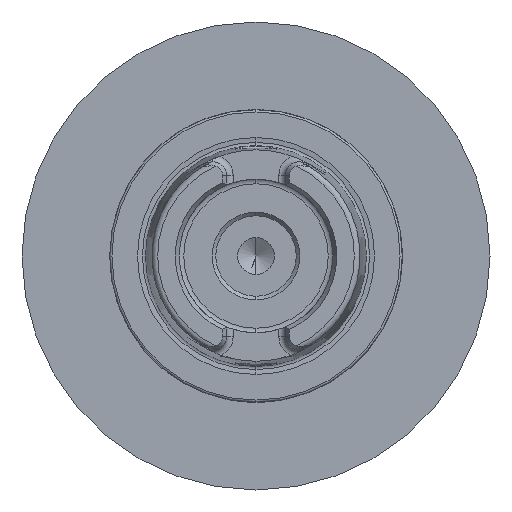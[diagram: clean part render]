
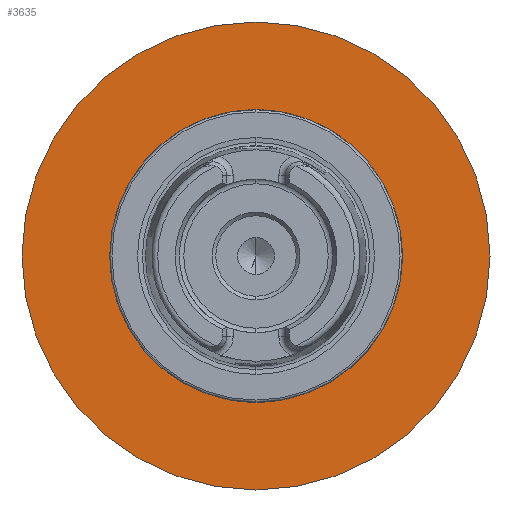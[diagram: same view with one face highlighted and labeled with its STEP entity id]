
A CAD part, left-side view. The second image highlights one B-rep face of the part: STEP entity #3635.
In plain terms, the highlighted planar face has unit normal (-1, 0, 0).
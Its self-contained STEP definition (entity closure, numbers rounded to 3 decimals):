
#106 = ORIENTED_EDGE ( 'NONE', *, *, #499, .F. ) ;
#262 = CARTESIAN_POINT ( 'NONE',  ( 35., 0., 0. ) ) ;
#301 = DIRECTION ( 'NONE',  ( 0., 0., 1. ) ) ;
#321 = VERTEX_POINT ( 'NONE', #3872 ) ;
#499 = EDGE_CURVE ( 'NONE', #3035, #1452, #1092, .T. ) ;
#581 = DIRECTION ( 'NONE',  ( 1., 0., 0. ) ) ;
#745 = EDGE_CURVE ( 'NONE', #1452, #3035, #5107, .T. ) ;
#981 = AXIS2_PLACEMENT_3D ( 'NONE', #1298, #6188, #2647 ) ;
#1064 = CARTESIAN_POINT ( 'NONE',  ( 35., 17.9, 0. ) ) ;
#1092 = CIRCLE ( 'NONE', #4580, 17.9 ) ;
#1298 = CARTESIAN_POINT ( 'NONE',  ( 35., 0., 0. ) ) ;
#1452 = VERTEX_POINT ( 'NONE', #3450 ) ;
#1485 = EDGE_CURVE ( 'NONE', #5055, #321, #3751, .T. ) ;
#1528 = DIRECTION ( 'NONE',  ( -1., 0., 0. ) ) ;
#1543 = FACE_BOUND ( 'NONE', #2313, .T. ) ;
#1658 = ORIENTED_EDGE ( 'NONE', *, *, #1485, .T. ) ;
#1703 = CIRCLE ( 'NONE', #3339, 32. ) ;
#1916 = EDGE_CURVE ( 'NONE', #321, #5055, #1703, .T. ) ;
#1992 = FACE_OUTER_BOUND ( 'NONE', #4461, .T. ) ;
#2040 = ORIENTED_EDGE ( 'NONE', *, *, #745, .F. ) ;
#2219 = DIRECTION ( 'NONE',  ( -1., 0., 0. ) ) ;
#2313 = EDGE_LOOP ( 'NONE', ( #106, #2040 ) ) ;
#2647 = DIRECTION ( 'NONE',  ( 0., 0., 1. ) ) ;
#2893 = DIRECTION ( 'NONE',  ( -1., 0., 0. ) ) ;
#3028 = CARTESIAN_POINT ( 'NONE',  ( 35., 0., 0. ) ) ;
#3035 = VERTEX_POINT ( 'NONE', #4165 ) ;
#3339 = AXIS2_PLACEMENT_3D ( 'NONE', #262, #2219, #4188 ) ;
#3450 = CARTESIAN_POINT ( 'NONE',  ( 35., 0., -17.9 ) ) ;
#3635 = ADVANCED_FACE ( 'NONE', ( #1543, #1992 ), #5011, .F. ) ;
#3751 = CIRCLE ( 'NONE', #981, 32. ) ;
#3811 = CARTESIAN_POINT ( 'NONE',  ( 35., 0., -32. ) ) ;
#3849 = AXIS2_PLACEMENT_3D ( 'NONE', #4851, #2893, #301 ) ;
#3872 = CARTESIAN_POINT ( 'NONE',  ( 35., 0., 32. ) ) ;
#4165 = CARTESIAN_POINT ( 'NONE',  ( 35., 0., 17.9 ) ) ;
#4188 = DIRECTION ( 'NONE',  ( 0., 0., 1. ) ) ;
#4461 = EDGE_LOOP ( 'NONE', ( #4671, #1658 ) ) ;
#4515 = AXIS2_PLACEMENT_3D ( 'NONE', #1064, #581, #5954 ) ;
#4580 = AXIS2_PLACEMENT_3D ( 'NONE', #3028, #1528, #5023 ) ;
#4671 = ORIENTED_EDGE ( 'NONE', *, *, #1916, .T. ) ;
#4851 = CARTESIAN_POINT ( 'NONE',  ( 35., 0., 0. ) ) ;
#5011 = PLANE ( 'NONE',  #4515 ) ;
#5023 = DIRECTION ( 'NONE',  ( 0., 0., 1. ) ) ;
#5055 = VERTEX_POINT ( 'NONE', #3811 ) ;
#5107 = CIRCLE ( 'NONE', #3849, 17.9 ) ;
#5954 = DIRECTION ( 'NONE',  ( 0., 0., -1. ) ) ;
#6188 = DIRECTION ( 'NONE',  ( -1., 0., 0. ) ) ;
